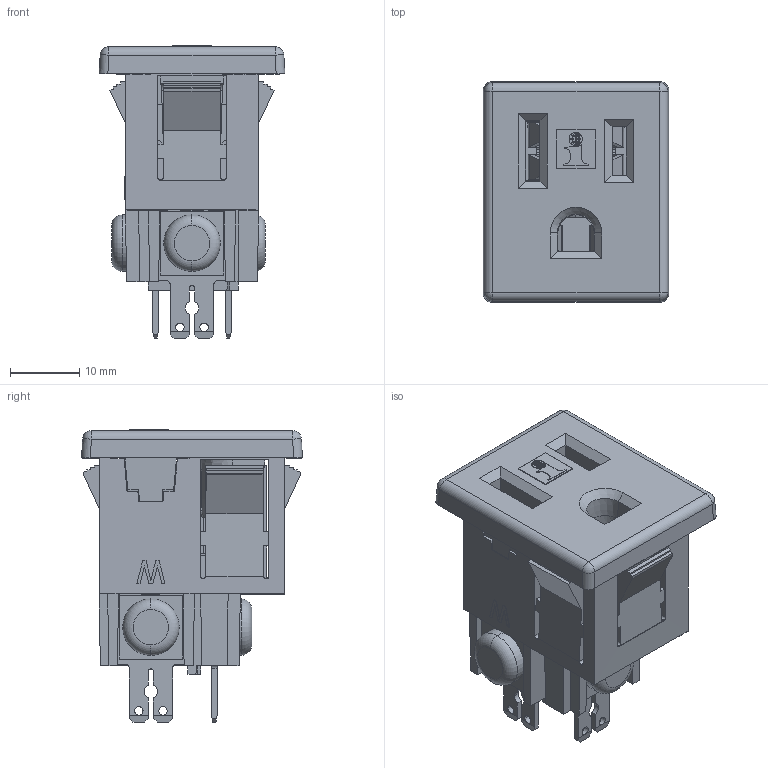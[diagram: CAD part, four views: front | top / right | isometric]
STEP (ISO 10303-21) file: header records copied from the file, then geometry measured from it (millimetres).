
FILE_DESCRIPTION(('OneSpaceDesigner STEP Export'),'2;1');
FILE_NAME('88211100_R1_NEMA_5-15_Small_QDw-LNscrews_wGND-Screw_9-26-12.stp','2012-09-26T15:22:27',(''),(''),'OneSpace Designer STEP processor for AP214 (Solid Model)','OneSpace Designer 14.50 18-Oct-2006 (C) CoCreate Software GmbH','');
FILE_SCHEMA(('AUTOMOTIVE_DESIGN { 1 0 10303 214 1 1 1 1 }'));
Length unit declared in the file: millimetre
Products named in the file (11): 55030600-R2_NEMA_Contact_Quick-Disconn.1; 55030760_R4_NEMA_QD-CONTACT_GND_9-26-11; Contacts_QD_Assy; 55060100-R5_NEMA_5-15_Face-Plate_2-28-11; 55060170-R8_NEMA_5-15_Socket-Body; Screw_8-32x.312PHPD; Washer-No8-.182-Square.1; GND-Screw_Assy; Screw_8-32x.25PHPD.2; LN-Screw_Assy; 88211100_R1_NEMA_5-15_Small_QDw-LNscrews_wGND-Screw_9-26-12
Assembly tree (14 placements, depth 3):
  88211100_R1_NEMA_5-15_Small_QDw-LNscrews_wGND-Screw_9-26-12
    LN-Screw_Assy
      Washer-No8-.182-Square.1  x2
      Screw_8-32x.25PHPD.2  x2
    GND-Screw_Assy
      Washer-No8-.182-Square.1
      Screw_8-32x.312PHPD
    55060170-R8_NEMA_5-15_Socket-Body
    55060100-R5_NEMA_5-15_Face-Plate_2-28-11
    Contacts_QD_Assy
      55030760_R4_NEMA_QD-CONTACT_GND_9-26-11
      55030600-R2_NEMA_Contact_Quick-Disconn.1  x2
Bounding box: 26.91 x 31.99 x 42.49 mm (x, y, z)
Volume: 10052.3 mm3; surface area: 14564.4 mm2
Topology: 11 solids, 11 shells, 2657 faces, 7584 edges, 5020 vertices
Faces by surface type: plane 2351, cylinder 270, torus 18, cone 10, bspline 4, sphere 4
Entity records: 80710 total; most frequent: CARTESIAN_POINT 15355, ORIENTED_EDGE 14358, DIRECTION 12116, EDGE_CURVE 7179, VECTOR 6614, LINE 6614, VERTEX_POINT 4756, AXIS2_PLACEMENT_3D 2751
